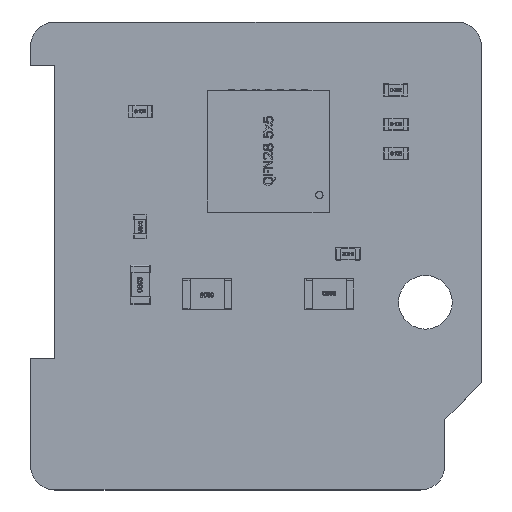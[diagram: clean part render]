
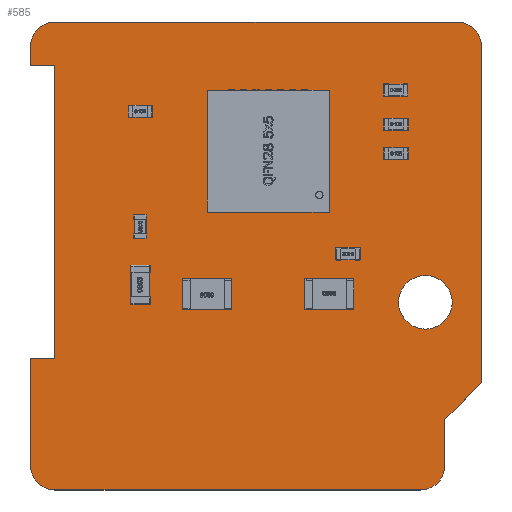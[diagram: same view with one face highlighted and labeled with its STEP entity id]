
A CAD part, top view. The second image highlights one B-rep face of the part: STEP entity #585.
In plain terms, the highlighted planar face has unit normal (0, 0, 1).
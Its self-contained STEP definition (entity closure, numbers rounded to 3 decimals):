
#92 = VERTEX_POINT('',#93);
#93 = CARTESIAN_POINT('',(0.,1.,0.624));
#99 = EDGE_CURVE('',#92,#100,#102,.T.);
#100 = VERTEX_POINT('',#101);
#101 = CARTESIAN_POINT('',(0.,5.4,0.624));
#102 = LINE('',#103,#104);
#103 = CARTESIAN_POINT('',(0.,1.,0.624));
#104 = VECTOR('',#105,1.);
#105 = DIRECTION('',(0.,1.,0.));
#130 = EDGE_CURVE('',#100,#131,#133,.T.);
#131 = VERTEX_POINT('',#132);
#132 = CARTESIAN_POINT('',(1.,5.4,0.624));
#133 = LINE('',#134,#135);
#134 = CARTESIAN_POINT('',(0.,5.4,0.624));
#135 = VECTOR('',#136,1.);
#136 = DIRECTION('',(1.,0.,0.));
#161 = EDGE_CURVE('',#131,#162,#164,.T.);
#162 = VERTEX_POINT('',#163);
#163 = CARTESIAN_POINT('',(1.,17.4,0.624));
#164 = LINE('',#165,#166);
#165 = CARTESIAN_POINT('',(1.,5.4,0.624));
#166 = VECTOR('',#167,1.);
#167 = DIRECTION('',(0.,1.,0.));
#192 = EDGE_CURVE('',#162,#193,#195,.T.);
#193 = VERTEX_POINT('',#194);
#194 = CARTESIAN_POINT('',(0.,17.4,0.624));
#195 = LINE('',#196,#197);
#196 = CARTESIAN_POINT('',(1.,17.4,0.624));
#197 = VECTOR('',#198,1.);
#198 = DIRECTION('',(-1.,0.,0.));
#223 = EDGE_CURVE('',#193,#224,#226,.T.);
#224 = VERTEX_POINT('',#225);
#225 = CARTESIAN_POINT('',(0.,18.2,0.624));
#226 = LINE('',#227,#228);
#227 = CARTESIAN_POINT('',(0.,17.4,0.624));
#228 = VECTOR('',#229,1.);
#229 = DIRECTION('',(0.,1.,0.));
#254 = EDGE_CURVE('',#224,#255,#257,.T.);
#255 = VERTEX_POINT('',#256);
#256 = CARTESIAN_POINT('',(1.,19.2,0.624));
#257 = CIRCLE('',#258,1.);
#258 = AXIS2_PLACEMENT_3D('',#259,#260,#261);
#259 = CARTESIAN_POINT('',(1.,18.2,0.624));
#260 = DIRECTION('',(0.,0.,-1.));
#261 = DIRECTION('',(-1.,0.,0.));
#287 = EDGE_CURVE('',#255,#288,#290,.T.);
#288 = VERTEX_POINT('',#289);
#289 = CARTESIAN_POINT('',(17.5,19.2,0.624));
#290 = LINE('',#291,#292);
#291 = CARTESIAN_POINT('',(1.,19.2,0.624));
#292 = VECTOR('',#293,1.);
#293 = DIRECTION('',(1.,0.,0.));
#318 = EDGE_CURVE('',#288,#319,#321,.T.);
#319 = VERTEX_POINT('',#320);
#320 = CARTESIAN_POINT('',(18.5,18.2,0.624));
#321 = CIRCLE('',#322,1.);
#322 = AXIS2_PLACEMENT_3D('',#323,#324,#325);
#323 = CARTESIAN_POINT('',(17.5,18.2,0.624));
#324 = DIRECTION('',(0.,0.,-1.));
#325 = DIRECTION('',(0.,1.,0.));
#351 = EDGE_CURVE('',#319,#352,#354,.T.);
#352 = VERTEX_POINT('',#353);
#353 = CARTESIAN_POINT('',(18.5,4.4,0.624));
#354 = LINE('',#355,#356);
#355 = CARTESIAN_POINT('',(18.5,18.2,0.624));
#356 = VECTOR('',#357,1.);
#357 = DIRECTION('',(0.,-1.,0.));
#382 = EDGE_CURVE('',#352,#383,#385,.T.);
#383 = VERTEX_POINT('',#384);
#384 = CARTESIAN_POINT('',(17.,2.9,0.624));
#385 = LINE('',#386,#387);
#386 = CARTESIAN_POINT('',(18.5,4.4,0.624));
#387 = VECTOR('',#388,1.);
#388 = DIRECTION('',(-0.707,-0.707,0.));
#413 = EDGE_CURVE('',#383,#414,#416,.T.);
#414 = VERTEX_POINT('',#415);
#415 = CARTESIAN_POINT('',(17.,1.,0.624));
#416 = LINE('',#417,#418);
#417 = CARTESIAN_POINT('',(17.,2.9,0.624));
#418 = VECTOR('',#419,1.);
#419 = DIRECTION('',(0.,-1.,0.));
#444 = EDGE_CURVE('',#414,#445,#447,.T.);
#445 = VERTEX_POINT('',#446);
#446 = CARTESIAN_POINT('',(16.,0.,0.624));
#447 = CIRCLE('',#448,1.);
#448 = AXIS2_PLACEMENT_3D('',#449,#450,#451);
#449 = CARTESIAN_POINT('',(16.,1.,0.624));
#450 = DIRECTION('',(0.,0.,-1.));
#451 = DIRECTION('',(1.,0.,0.));
#477 = EDGE_CURVE('',#445,#478,#480,.T.);
#478 = VERTEX_POINT('',#479);
#479 = CARTESIAN_POINT('',(1.,0.,0.624));
#480 = LINE('',#481,#482);
#481 = CARTESIAN_POINT('',(16.,0.,0.624));
#482 = VECTOR('',#483,1.);
#483 = DIRECTION('',(-1.,0.,0.));
#508 = EDGE_CURVE('',#478,#92,#509,.T.);
#509 = CIRCLE('',#510,1.);
#510 = AXIS2_PLACEMENT_3D('',#511,#512,#513);
#511 = CARTESIAN_POINT('',(1.,1.,0.624));
#512 = DIRECTION('',(0.,0.,-1.));
#513 = DIRECTION('',(0.,-1.,0.));
#534 = VERTEX_POINT('',#535);
#535 = CARTESIAN_POINT('',(17.3,7.7,0.624));
#541 = EDGE_CURVE('',#534,#534,#542,.T.);
#542 = CIRCLE('',#543,1.1);
#543 = AXIS2_PLACEMENT_3D('',#544,#545,#546);
#544 = CARTESIAN_POINT('',(16.2,7.7,0.624));
#545 = DIRECTION('',(0.,0.,1.));
#546 = DIRECTION('',(1.,0.,0.));
#585 = ADVANCED_FACE('',(#586,#602),#605,.T.);
#586 = FACE_BOUND('',#587,.F.);
#587 = EDGE_LOOP('',(#588,#589,#590,#591,#592,#593,#594,#595,#596,#597,
    #598,#599,#600,#601));
#588 = ORIENTED_EDGE('',*,*,#99,.T.);
#589 = ORIENTED_EDGE('',*,*,#130,.T.);
#590 = ORIENTED_EDGE('',*,*,#161,.T.);
#591 = ORIENTED_EDGE('',*,*,#192,.T.);
#592 = ORIENTED_EDGE('',*,*,#223,.T.);
#593 = ORIENTED_EDGE('',*,*,#254,.T.);
#594 = ORIENTED_EDGE('',*,*,#287,.T.);
#595 = ORIENTED_EDGE('',*,*,#318,.T.);
#596 = ORIENTED_EDGE('',*,*,#351,.T.);
#597 = ORIENTED_EDGE('',*,*,#382,.T.);
#598 = ORIENTED_EDGE('',*,*,#413,.T.);
#599 = ORIENTED_EDGE('',*,*,#444,.T.);
#600 = ORIENTED_EDGE('',*,*,#477,.T.);
#601 = ORIENTED_EDGE('',*,*,#508,.T.);
#602 = FACE_BOUND('',#603,.T.);
#603 = EDGE_LOOP('',(#604));
#604 = ORIENTED_EDGE('',*,*,#541,.F.);
#605 = PLANE('',#606);
#606 = AXIS2_PLACEMENT_3D('',#607,#608,#609);
#607 = CARTESIAN_POINT('',(0.,1.,0.624));
#608 = DIRECTION('',(0.,0.,1.));
#609 = DIRECTION('',(1.,0.,0.));
